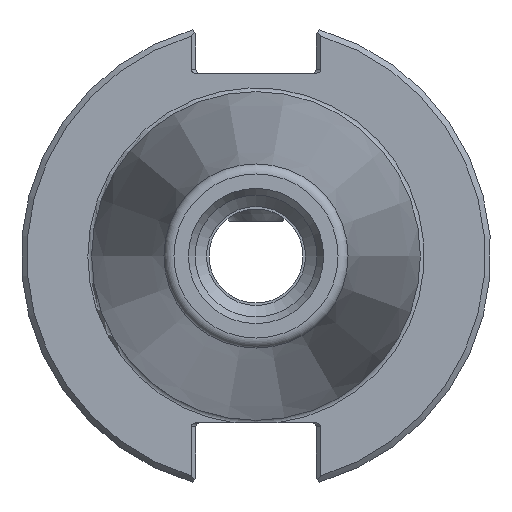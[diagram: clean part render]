
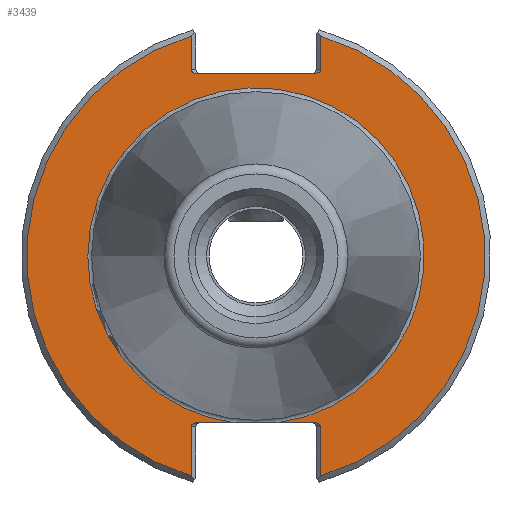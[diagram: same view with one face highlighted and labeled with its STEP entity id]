
A CAD part, left-side view. The second image highlights one B-rep face of the part: STEP entity #3439.
In plain terms, the highlighted planar face has unit normal (-1, 0, 0).
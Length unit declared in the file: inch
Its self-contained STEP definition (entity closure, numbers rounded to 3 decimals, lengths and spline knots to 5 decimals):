
#2497=CARTESIAN_POINT('',(0.125,0.345,0.992));
#2498=VERTEX_POINT('',#2497);
#2505=CARTESIAN_POINT('',(0.125,0.31672,0.972));
#2506=VERTEX_POINT('',#2505);
#2507=CARTESIAN_POINT('',(0.125,0.31672,0.992));
#2508=DIRECTION('',(-1.0,0.0,0.0));
#2509=DIRECTION('',(0.0,1.0,0.0));
#2510=AXIS2_PLACEMENT_3D('',#2507,#2508,#2509);
#2511=ELLIPSE('',#2510,0.02828,0.02);
#2512=EDGE_CURVE('',#2498,#2506,#2511,.T.);
#2597=CARTESIAN_POINT('',(0.125,0.345,1.1702));
#2598=VERTEX_POINT('',#2597);
#2605=CARTESIAN_POINT('',(0.125,0.345,1.1702));
#2606=DIRECTION('',(0.0,0.0,-1.0));
#2607=VECTOR('',#2606,0.1782);
#2608=LINE('',#2605,#2607);
#2609=EDGE_CURVE('',#2598,#2498,#2608,.T.);
#2709=CARTESIAN_POINT('',(0.125,-0.31672,0.972));
#2710=VERTEX_POINT('',#2709);
#2717=CARTESIAN_POINT('',(0.125,-0.345,0.992));
#2718=VERTEX_POINT('',#2717);
#2719=CARTESIAN_POINT('',(0.125,-0.31672,0.992));
#2720=DIRECTION('',(-1.0,0.0,0.0));
#2721=DIRECTION('',(0.0,-1.0,0.0));
#2722=AXIS2_PLACEMENT_3D('',#2719,#2720,#2721);
#2723=ELLIPSE('',#2722,0.02828,0.02);
#2724=EDGE_CURVE('',#2710,#2718,#2723,.T.);
#2774=CARTESIAN_POINT('',(0.125,-0.345,1.1702));
#2775=VERTEX_POINT('',#2774);
#2776=CARTESIAN_POINT('',(0.125,-0.345,0.992));
#2777=DIRECTION('',(0.0,0.0,1.0));
#2778=VECTOR('',#2777,0.1782);
#2779=LINE('',#2776,#2778);
#2780=EDGE_CURVE('',#2718,#2775,#2779,.T.);
#2798=CARTESIAN_POINT('',(0.125,-0.345,-0.908));
#2799=VERTEX_POINT('',#2798);
#2800=CARTESIAN_POINT('',(0.125,-0.31672,-0.888));
#2801=VERTEX_POINT('',#2800);
#2802=CARTESIAN_POINT('',(0.125,-0.31672,-0.908));
#2803=DIRECTION('',(-1.0,0.0,0.0));
#2804=DIRECTION('',(0.0,-1.0,0.0));
#2805=AXIS2_PLACEMENT_3D('',#2802,#2803,#2804);
#2806=ELLIPSE('',#2805,0.02828,0.02);
#2807=EDGE_CURVE('',#2799,#2801,#2806,.T.);
#2905=CARTESIAN_POINT('',(0.125,-0.345,-1.1702));
#2906=VERTEX_POINT('',#2905);
#2913=CARTESIAN_POINT('',(0.125,-0.345,-1.1702));
#2914=DIRECTION('',(0.0,0.0,1.0));
#2915=VECTOR('',#2914,0.2622);
#2916=LINE('',#2913,#2915);
#2917=EDGE_CURVE('',#2906,#2799,#2916,.T.);
#3017=CARTESIAN_POINT('',(0.125,0.31672,-0.888));
#3018=VERTEX_POINT('',#3017);
#3025=CARTESIAN_POINT('',(0.125,0.345,-0.908));
#3026=VERTEX_POINT('',#3025);
#3027=CARTESIAN_POINT('',(0.125,0.31672,-0.908));
#3028=DIRECTION('',(-1.0,0.0,0.0));
#3029=DIRECTION('',(0.0,1.0,0.0));
#3030=AXIS2_PLACEMENT_3D('',#3027,#3028,#3029);
#3031=ELLIPSE('',#3030,0.02828,0.02);
#3032=EDGE_CURVE('',#3018,#3026,#3031,.T.);
#3082=CARTESIAN_POINT('',(0.125,0.345,-1.1702));
#3083=VERTEX_POINT('',#3082);
#3084=CARTESIAN_POINT('',(0.125,0.345,-0.908));
#3085=DIRECTION('',(0.0,0.0,-1.0));
#3086=VECTOR('',#3085,0.2622);
#3087=LINE('',#3084,#3086);
#3088=EDGE_CURVE('',#3026,#3083,#3087,.T.);
#3155=CARTESIAN_POINT('',(0.125,0.31672,0.972));
#3156=DIRECTION('',(0.0,-1.0,0.0));
#3157=VECTOR('',#3156,0.63343);
#3158=LINE('',#3155,#3157);
#3159=EDGE_CURVE('',#2506,#2710,#3158,.T.);
#3357=CARTESIAN_POINT('',(0.125,-0.11172,-0.888));
#3358=VERTEX_POINT('',#3357);
#3359=CARTESIAN_POINT('',(0.125,0.11172,-0.888));
#3360=VERTEX_POINT('',#3359);
#3375=CARTESIAN_POINT('',(0.125,0.,0.0));
#3376=DIRECTION('',(-1.0,0.0,0.0));
#3377=DIRECTION('',(0.0,-1.0,0.0));
#3378=AXIS2_PLACEMENT_3D('',#3375,#3376,#3377);
#3379=CIRCLE('',#3378,0.895);
#3380=EDGE_CURVE('',#3358,#3360,#3379,.T.);
#3396=CARTESIAN_POINT('',(0.125,1.0625,0.0));
#3397=DIRECTION('',(-1.0,0.0,0.0));
#3398=DIRECTION('',(0.0,0.0,1.0));
#3399=AXIS2_PLACEMENT_3D('',#3396,#3397,#3398);
#3400=PLANE('',#3399);
#3401=ORIENTED_EDGE('',*,*,#3380,.F.);
#3402=CARTESIAN_POINT('',(0.125,-0.31672,-0.888));
#3403=DIRECTION('',(0.0,1.0,0.0));
#3404=VECTOR('',#3403,0.205);
#3405=LINE('',#3402,#3404);
#3406=EDGE_CURVE('',#2801,#3358,#3405,.T.);
#3407=ORIENTED_EDGE('',*,*,#3406,.F.);
#3408=ORIENTED_EDGE('',*,*,#2807,.F.);
#3409=ORIENTED_EDGE('',*,*,#2917,.F.);
#3410=CARTESIAN_POINT('',(0.125,0.,0.0));
#3411=DIRECTION('',(1.0,0.0,0.0));
#3412=DIRECTION('',(0.0,-1.0,0.0));
#3413=AXIS2_PLACEMENT_3D('',#3410,#3411,#3412);
#3414=CIRCLE('',#3413,1.22);
#3415=EDGE_CURVE('',#2775,#2906,#3414,.T.);
#3416=ORIENTED_EDGE('',*,*,#3415,.F.);
#3417=ORIENTED_EDGE('',*,*,#2780,.F.);
#3418=ORIENTED_EDGE('',*,*,#2724,.F.);
#3419=ORIENTED_EDGE('',*,*,#3159,.F.);
#3420=ORIENTED_EDGE('',*,*,#2512,.F.);
#3421=ORIENTED_EDGE('',*,*,#2609,.F.);
#3422=CARTESIAN_POINT('',(0.125,0.,0.0));
#3423=DIRECTION('',(1.0,0.0,0.0));
#3424=DIRECTION('',(0.0,1.0,0.0));
#3425=AXIS2_PLACEMENT_3D('',#3422,#3423,#3424);
#3426=CIRCLE('',#3425,1.22);
#3427=EDGE_CURVE('',#3083,#2598,#3426,.T.);
#3428=ORIENTED_EDGE('',*,*,#3427,.F.);
#3429=ORIENTED_EDGE('',*,*,#3088,.F.);
#3430=ORIENTED_EDGE('',*,*,#3032,.F.);
#3431=CARTESIAN_POINT('',(0.125,0.11172,-0.888));
#3432=DIRECTION('',(0.0,1.0,0.0));
#3433=VECTOR('',#3432,0.205);
#3434=LINE('',#3431,#3433);
#3435=EDGE_CURVE('',#3360,#3018,#3434,.T.);
#3436=ORIENTED_EDGE('',*,*,#3435,.F.);
#3437=EDGE_LOOP('',(#3401,#3407,#3408,#3409,#3416,#3417,#3418,#3419,#3420,#3421,#3428,#3429,#3430,#3436));
#3438=FACE_OUTER_BOUND('',#3437,.T.);
#3439=ADVANCED_FACE('',(#3438),#3400,.T.);
